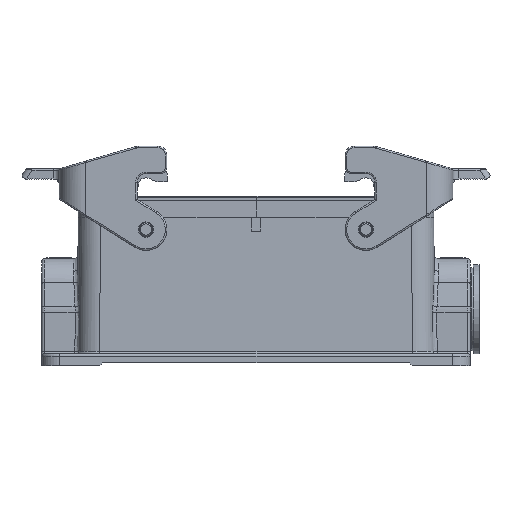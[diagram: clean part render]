
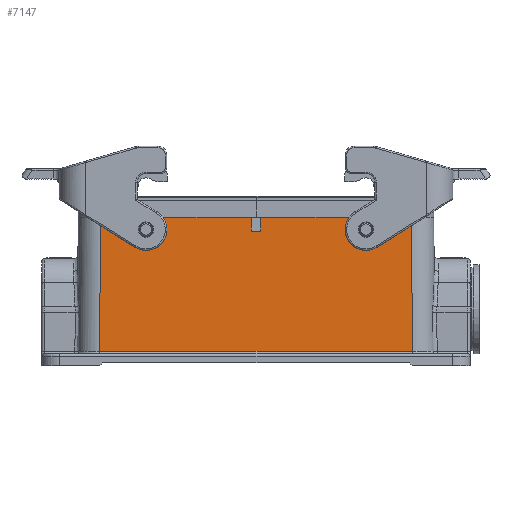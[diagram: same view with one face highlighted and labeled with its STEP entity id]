
A CAD part, front view. The second image highlights one B-rep face of the part: STEP entity #7147.
In plain terms, the highlighted planar face has unit normal (0, -1, 0.007).
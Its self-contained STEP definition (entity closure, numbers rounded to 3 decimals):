
#2692=CARTESIAN_POINT('',(-52.3,-21.5,5.7));
#2693=VERTEX_POINT('',#2692);
#2701=CARTESIAN_POINT('',(-52.271,-21.5,5.7));
#2702=VERTEX_POINT('',#2701);
#2703=CARTESIAN_POINT('',(-52.271,-21.5,5.7));
#2704=DIRECTION('',(-1.0,0.0,0.0));
#2705=VECTOR('',#2704,0.029);
#2706=LINE('',#2703,#2705);
#2707=EDGE_CURVE('',#2702,#2693,#2706,.T.);
#2749=CARTESIAN_POINT('',(52.271,-21.5,5.7));
#2750=VERTEX_POINT('',#2749);
#2773=CARTESIAN_POINT('',(52.3,-21.5,5.7));
#2774=VERTEX_POINT('',#2773);
#2775=CARTESIAN_POINT('',(52.3,-21.5,5.7));
#2776=DIRECTION('',(-1.0,0.0,0.0));
#2777=VECTOR('',#2776,0.029);
#2778=LINE('',#2775,#2777);
#2779=EDGE_CURVE('',#2774,#2750,#2778,.T.);
#6839=CARTESIAN_POINT('',(1.6,-21.5,5.7));
#6840=VERTEX_POINT('',#6839);
#6847=CARTESIAN_POINT('',(52.271,-21.5,5.7));
#6848=DIRECTION('',(-1.0,0.0,0.0));
#6849=VECTOR('',#6848,50.671);
#6850=LINE('',#6847,#6849);
#6851=EDGE_CURVE('',#2750,#6840,#6850,.T.);
#6862=CARTESIAN_POINT('',(-1.6,-21.5,5.7));
#6863=VERTEX_POINT('',#6862);
#6864=CARTESIAN_POINT('',(-1.6,-21.5,5.7));
#6865=DIRECTION('',(-1.0,0.0,0.0));
#6866=VECTOR('',#6865,50.671);
#6867=LINE('',#6864,#6866);
#6868=EDGE_CURVE('',#6863,#2702,#6867,.T.);
#7002=CARTESIAN_POINT('',(-200.0,-21.5,5.7));
#7003=DIRECTION('',(0.0,1.,-0.007));
#7004=DIRECTION('',(0.0,0.007,1.));
#7005=AXIS2_PLACEMENT_3D('',#7002,#7003,#7004);
#7006=PLANE('',#7005);
#7007=CARTESIAN_POINT('',(-52.595,-21.819,-39.456));
#7008=VERTEX_POINT('',#7007);
#7009=CARTESIAN_POINT('',(-52.3,-21.5,5.7));
#7010=DIRECTION('',(-0.007,-0.007,-1.));
#7011=VECTOR('',#7010,45.158);
#7012=LINE('',#7009,#7011);
#7013=EDGE_CURVE('',#2693,#7008,#7012,.T.);
#7014=ORIENTED_EDGE('',*,*,#7013,.T.);
#7015=CARTESIAN_POINT('',(52.595,-21.819,-39.456));
#7016=VERTEX_POINT('',#7015);
#7017=CARTESIAN_POINT('',(-52.595,-21.819,-39.456));
#7018=DIRECTION('',(1.0,0.0,0.0));
#7019=VECTOR('',#7018,105.19);
#7020=LINE('',#7017,#7019);
#7021=EDGE_CURVE('',#7008,#7016,#7020,.T.);
#7022=ORIENTED_EDGE('',*,*,#7021,.T.);
#7023=CARTESIAN_POINT('',(52.595,-21.819,-39.456));
#7024=DIRECTION('',(-0.007,0.007,1.));
#7025=VECTOR('',#7024,45.158);
#7026=LINE('',#7023,#7025);
#7027=EDGE_CURVE('',#7016,#2774,#7026,.T.);
#7028=ORIENTED_EDGE('',*,*,#7027,.T.);
#7029=ORIENTED_EDGE('',*,*,#2779,.T.);
#7030=ORIENTED_EDGE('',*,*,#6851,.T.);
#7031=CARTESIAN_POINT('',(1.6,-21.533,1.0));
#7032=VERTEX_POINT('',#7031);
#7033=CARTESIAN_POINT('',(1.6,-21.5,5.7));
#7034=DIRECTION('',(0.,-0.007,-1.));
#7035=VECTOR('',#7034,4.7);
#7036=LINE('',#7033,#7035);
#7037=EDGE_CURVE('',#6840,#7032,#7036,.T.);
#7038=ORIENTED_EDGE('',*,*,#7037,.T.);
#7039=CARTESIAN_POINT('',(-1.6,-21.533,1.0));
#7040=VERTEX_POINT('',#7039);
#7041=CARTESIAN_POINT('',(1.6,-21.533,1.0));
#7042=DIRECTION('',(-1.0,0.0,0.0));
#7043=VECTOR('',#7042,3.2);
#7044=LINE('',#7041,#7043);
#7045=EDGE_CURVE('',#7032,#7040,#7044,.T.);
#7046=ORIENTED_EDGE('',*,*,#7045,.T.);
#7047=CARTESIAN_POINT('',(-1.6,-21.533,1.0));
#7048=DIRECTION('',(0.,0.007,1.));
#7049=VECTOR('',#7048,4.7);
#7050=LINE('',#7047,#7049);
#7051=EDGE_CURVE('',#7040,#6863,#7050,.T.);
#7052=ORIENTED_EDGE('',*,*,#7051,.T.);
#7053=ORIENTED_EDGE('',*,*,#6868,.T.);
#7054=ORIENTED_EDGE('',*,*,#2707,.T.);
#7055=EDGE_LOOP('',(#7014,#7022,#7028,#7029,#7030,#7038,#7046,#7052,#7053,#7054));
#7056=FACE_OUTER_BOUND('',#7055,.T.);
#7057=CARTESIAN_POINT('',(40.5,-21.529,1.55));
#7058=VERTEX_POINT('',#7057);
#7059=CARTESIAN_POINT('',(33.5,-21.529,1.55));
#7060=VERTEX_POINT('',#7059);
#7061=CARTESIAN_POINT('',(37.0,-21.529,1.55));
#7062=DIRECTION('',(0.0,1.,-0.007));
#7063=DIRECTION('',(0.0,-0.007,-1.));
#7064=AXIS2_PLACEMENT_3D('',#7061,#7062,#7063);
#7065=ELLIPSE('',#7064,3.5,3.5);
#7066=EDGE_CURVE('',#7058,#7060,#7065,.T.);
#7067=ORIENTED_EDGE('',*,*,#7066,.T.);
#7068=CARTESIAN_POINT('',(35.275,-21.529,1.55));
#7069=VERTEX_POINT('',#7068);
#7070=CARTESIAN_POINT('',(35.275,-21.529,1.55));
#7071=DIRECTION('',(-1.0,0.0,0.0));
#7072=VECTOR('',#7071,1.775);
#7073=LINE('',#7070,#7072);
#7074=EDGE_CURVE('',#7069,#7060,#7073,.T.);
#7075=ORIENTED_EDGE('',*,*,#7074,.F.);
#7076=CARTESIAN_POINT('',(38.725,-21.529,1.55));
#7077=VERTEX_POINT('',#7076);
#7078=CARTESIAN_POINT('',(38.725,-21.529,1.55));
#7079=CARTESIAN_POINT('',(38.725,-21.526,2.026));
#7080=CARTESIAN_POINT('',(38.556,-21.523,2.433));
#7081=CARTESIAN_POINT('',(38.22,-21.521,2.77));
#7082=CARTESIAN_POINT('',(37.883,-21.518,3.106));
#7083=CARTESIAN_POINT('',(37.476,-21.517,3.275));
#7084=CARTESIAN_POINT('',(37.,-21.517,3.275));
#7085=CARTESIAN_POINT('',(36.524,-21.517,3.275));
#7086=CARTESIAN_POINT('',(36.117,-21.518,3.106));
#7087=CARTESIAN_POINT('',(35.78,-21.521,2.77));
#7088=CARTESIAN_POINT('',(35.444,-21.523,2.433));
#7089=CARTESIAN_POINT('',(35.275,-21.526,2.026));
#7090=CARTESIAN_POINT('',(35.275,-21.529,1.55));
#7091=B_SPLINE_CURVE_WITH_KNOTS('',3,(#7078,#7079,#7080,#7081,#7082,#7083,#7084,#7085,#7086,#7087,#7088,#7089,#7090),.UNSPECIFIED.,.F.,.U.,(4,3,3,3,4),(0.0,0.25,0.5,0.75,1.0),.UNSPECIFIED.);
#7092=EDGE_CURVE('',#7077,#7069,#7091,.T.);
#7093=ORIENTED_EDGE('',*,*,#7092,.F.);
#7094=CARTESIAN_POINT('',(40.5,-21.529,1.55));
#7095=DIRECTION('',(-1.0,0.0,0.0));
#7096=VECTOR('',#7095,1.775);
#7097=LINE('',#7094,#7096);
#7098=EDGE_CURVE('',#7058,#7077,#7097,.T.);
#7099=ORIENTED_EDGE('',*,*,#7098,.F.);
#7100=EDGE_LOOP('',(#7067,#7075,#7093,#7099));
#7101=FACE_BOUND('',#7100,.T.);
#7102=CARTESIAN_POINT('',(-33.5,-21.529,1.55));
#7103=VERTEX_POINT('',#7102);
#7104=CARTESIAN_POINT('',(-40.5,-21.529,1.55));
#7105=VERTEX_POINT('',#7104);
#7106=CARTESIAN_POINT('',(-37.0,-21.529,1.55));
#7107=DIRECTION('',(0.0,1.,-0.007));
#7108=DIRECTION('',(0.0,-0.007,-1.));
#7109=AXIS2_PLACEMENT_3D('',#7106,#7107,#7108);
#7110=ELLIPSE('',#7109,3.5,3.5);
#7111=EDGE_CURVE('',#7103,#7105,#7110,.T.);
#7112=ORIENTED_EDGE('',*,*,#7111,.T.);
#7113=CARTESIAN_POINT('',(-38.725,-21.529,1.55));
#7114=VERTEX_POINT('',#7113);
#7115=CARTESIAN_POINT('',(-38.725,-21.529,1.55));
#7116=DIRECTION('',(-1.0,0.0,0.0));
#7117=VECTOR('',#7116,1.775);
#7118=LINE('',#7115,#7117);
#7119=EDGE_CURVE('',#7114,#7105,#7118,.T.);
#7120=ORIENTED_EDGE('',*,*,#7119,.F.);
#7121=CARTESIAN_POINT('',(-35.275,-21.529,1.55));
#7122=VERTEX_POINT('',#7121);
#7123=CARTESIAN_POINT('',(-35.275,-21.529,1.55));
#7124=CARTESIAN_POINT('',(-35.275,-21.526,2.026));
#7125=CARTESIAN_POINT('',(-35.444,-21.523,2.433));
#7126=CARTESIAN_POINT('',(-35.78,-21.521,2.77));
#7127=CARTESIAN_POINT('',(-36.117,-21.518,3.106));
#7128=CARTESIAN_POINT('',(-36.524,-21.517,3.275));
#7129=CARTESIAN_POINT('',(-37.,-21.517,3.275));
#7130=CARTESIAN_POINT('',(-37.476,-21.517,3.275));
#7131=CARTESIAN_POINT('',(-37.883,-21.518,3.106));
#7132=CARTESIAN_POINT('',(-38.22,-21.521,2.77));
#7133=CARTESIAN_POINT('',(-38.556,-21.523,2.433));
#7134=CARTESIAN_POINT('',(-38.725,-21.526,2.026));
#7135=CARTESIAN_POINT('',(-38.725,-21.529,1.55));
#7136=B_SPLINE_CURVE_WITH_KNOTS('',3,(#7123,#7124,#7125,#7126,#7127,#7128,#7129,#7130,#7131,#7132,#7133,#7134,#7135),.UNSPECIFIED.,.F.,.U.,(4,3,3,3,4),(0.0,0.25,0.5,0.75,1.0),.UNSPECIFIED.);
#7137=EDGE_CURVE('',#7122,#7114,#7136,.T.);
#7138=ORIENTED_EDGE('',*,*,#7137,.F.);
#7139=CARTESIAN_POINT('',(-33.5,-21.529,1.55));
#7140=DIRECTION('',(-1.0,0.0,0.0));
#7141=VECTOR('',#7140,1.775);
#7142=LINE('',#7139,#7141);
#7143=EDGE_CURVE('',#7103,#7122,#7142,.T.);
#7144=ORIENTED_EDGE('',*,*,#7143,.F.);
#7145=EDGE_LOOP('',(#7112,#7120,#7138,#7144));
#7146=FACE_BOUND('',#7145,.T.);
#7147=ADVANCED_FACE('',(#7056,#7101,#7146),#7006,.F.);
